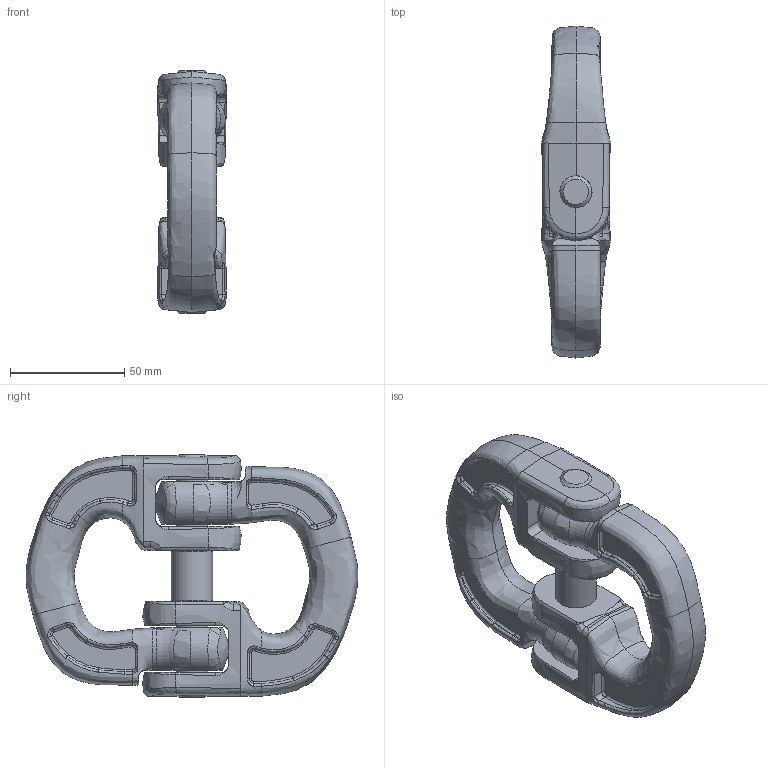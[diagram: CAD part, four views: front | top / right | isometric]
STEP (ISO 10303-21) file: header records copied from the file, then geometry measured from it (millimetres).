
FILE_DESCRIPTION(/* description */ (''),/* implementation_level */ '2;1');
FILE_NAME(/* name */ 'CW 16 Kundenmodell zusa.stp',/* time_stamp */ '2016-02-01T16:00:29+01:00',/* author */ (''),/* organization */ (''),/* preprocessor_version */ 'ST-DEVELOPER v15',/* originating_system */ 'SIEMENS PLM Software NX 9.0',/* authorisation */ '');
FILE_SCHEMA (('AUTOMOTIVE_DESIGN { 1 0 10303 214 3 1 1 1 }'));
Products named in the file (1): ZER0F14788Bux6n
Bounding box: 30.2 x 144.99 x 106 mm (x, y, z)
Volume: 202069.4 mm3; surface area: 50757.4 mm2
Topology: 4 solids, 4 shells, 598 faces, 1440 edges, 840 vertices
Faces by surface type: bspline 294, cylinder 140, plane 86, torus 48, cone 26, sphere 4
Full cylindrical faces by diameter (mm): 14 x7, 18 x1
Entity records: 54070 total; most frequent: CARTESIAN_POINT 42391, ORIENTED_EDGE 2832, DIRECTION 1884, EDGE_CURVE 1416, VERTEX_POINT 834, AXIS2_PLACEMENT_3D 819, B_SPLINE_CURVE_WITH_KNOTS 656, EDGE_LOOP 618
